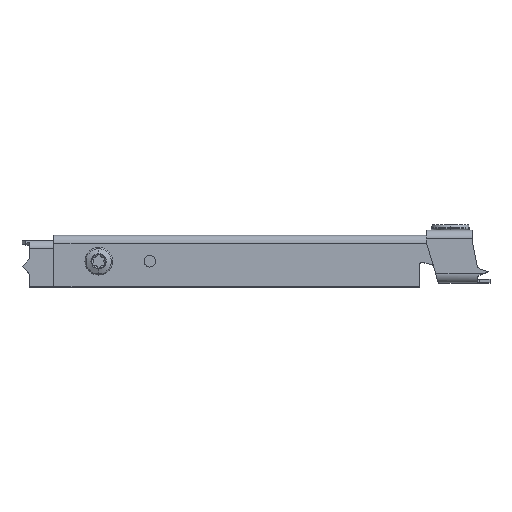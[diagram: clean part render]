
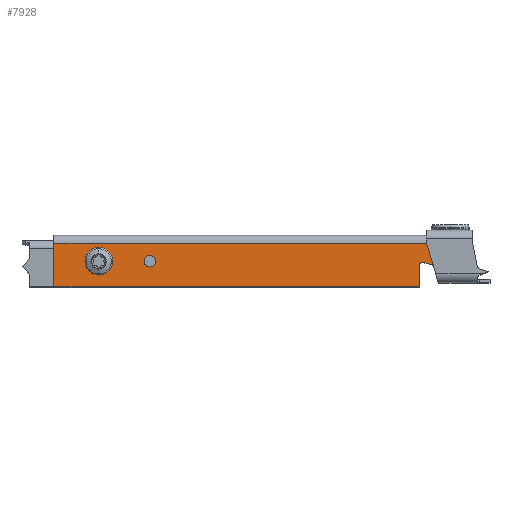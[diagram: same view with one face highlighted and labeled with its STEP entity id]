
A CAD part, top view. The second image highlights one B-rep face of the part: STEP entity #7928.
In plain terms, the highlighted planar face has unit normal (0, 0, 1).
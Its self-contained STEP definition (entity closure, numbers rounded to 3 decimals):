
#34 = VECTOR ( 'NONE', #6790, 1000. ) ;
#200 = VERTEX_POINT ( 'NONE', #3215 ) ;
#231 = EDGE_CURVE ( 'NONE', #200, #10249, #3361, .T. ) ;
#244 = DIRECTION ( 'NONE',  ( 0., 0., -1. ) ) ;
#254 = AXIS2_PLACEMENT_3D ( 'NONE', #10214, #2038, #8768 ) ;
#604 = CARTESIAN_POINT ( 'NONE',  ( 62.776, -10.521, 18.484 ) ) ;
#756 = CARTESIAN_POINT ( 'NONE',  ( 0., -3., 18.484 ) ) ;
#799 = EDGE_CURVE ( 'NONE', #14075, #6693, #4958, .T. ) ;
#930 = EDGE_CURVE ( 'NONE', #13639, #2784, #7548, .T. ) ;
#971 = DIRECTION ( 'NONE',  ( 0., 1., 0. ) ) ;
#997 = CARTESIAN_POINT ( 'NONE',  ( -44., -10.124, 18.484 ) ) ;
#1026 = ORIENTED_EDGE ( 'NONE', *, *, #12384, .F. ) ;
#1264 = LINE ( 'NONE', #9053, #12573 ) ;
#1277 = LINE ( 'NONE', #6875, #12820 ) ;
#1347 = CIRCLE ( 'NONE', #9804, 1. ) ;
#1508 = DIRECTION ( 'NONE',  ( 0., 0., 1. ) ) ;
#1936 = EDGE_CURVE ( 'NONE', #3590, #4031, #8853, .T. ) ;
#2009 = CIRCLE ( 'NONE', #10938, 2.25 ) ;
#2038 = DIRECTION ( 'NONE',  ( 0., 0., 1. ) ) ;
#2321 = DIRECTION ( 'NONE',  ( 0., 1., 0. ) ) ;
#2333 = AXIS2_PLACEMENT_3D ( 'NONE', #14883, #5598, #12399 ) ;
#2755 = ORIENTED_EDGE ( 'NONE', *, *, #1936, .F. ) ;
#2784 = VERTEX_POINT ( 'NONE', #8385 ) ;
#2818 = ORIENTED_EDGE ( 'NONE', *, *, #11033, .F. ) ;
#3178 = CIRCLE ( 'NONE', #11615, 2.25 ) ;
#3215 = CARTESIAN_POINT ( 'NONE',  ( 81.5, -5.974, 18.484 ) ) ;
#3252 = CARTESIAN_POINT ( 'NONE',  ( -44., -12.374, 18.484 ) ) ;
#3361 = LINE ( 'NONE', #11296, #10739 ) ;
#3506 = DIRECTION ( 'NONE',  ( -0.309, -0.951, 0. ) ) ;
#3538 = CARTESIAN_POINT ( 'NONE',  ( 77.9, -14.817, 18.484 ) ) ;
#3590 = VERTEX_POINT ( 'NONE', #3538 ) ;
#3594 = ORIENTED_EDGE ( 'NONE', *, *, #8453, .T. ) ;
#3607 = EDGE_LOOP ( 'NONE', ( #4418, #12916 ) ) ;
#3625 = ORIENTED_EDGE ( 'NONE', *, *, #12860, .T. ) ;
#3686 = CARTESIAN_POINT ( 'NONE',  ( 61.5, -20.124, 18.484 ) ) ;
#4031 = VERTEX_POINT ( 'NONE', #11530 ) ;
#4418 = ORIENTED_EDGE ( 'NONE', *, *, #11880, .F. ) ;
#4444 = CARTESIAN_POINT ( 'NONE',  ( 81.5, -20.124, 18.484 ) ) ;
#4475 = DIRECTION ( 'NONE',  ( 0., 0., 1. ) ) ;
#4631 = CARTESIAN_POINT ( 'NONE',  ( -64., -12.374, 18.484 ) ) ;
#4872 = DIRECTION ( 'NONE',  ( 0., 1., 0. ) ) ;
#4958 = CIRCLE ( 'NONE', #9531, 2.25 ) ;
#5067 = DIRECTION ( 'NONE',  ( -1., 0., 0. ) ) ;
#5508 = LINE ( 'NONE', #4444, #11852 ) ;
#5598 = DIRECTION ( 'NONE',  ( 0., 0., -1. ) ) ;
#5818 = FACE_BOUND ( 'NONE', #11816, .T. ) ;
#5849 = CARTESIAN_POINT ( 'NONE',  ( 77.9, -13.817, 18.484 ) ) ;
#5889 = CARTESIAN_POINT ( 'NONE',  ( -64., -10.124, 18.484 ) ) ;
#5923 = VERTEX_POINT ( 'NONE', #13403 ) ;
#6116 = DIRECTION ( 'NONE',  ( 0., -1., 0. ) ) ;
#6693 = VERTEX_POINT ( 'NONE', #13502 ) ;
#6790 = DIRECTION ( 'NONE',  ( -0.961, 0.276, 0. ) ) ;
#6799 = CARTESIAN_POINT ( 'NONE',  ( 61.5, -11.482, 18.484 ) ) ;
#6847 = CARTESIAN_POINT ( 'NONE',  ( -81.5, -20.124, 18.484 ) ) ;
#6860 = DIRECTION ( 'NONE',  ( 0., -1., 0. ) ) ;
#6875 = CARTESIAN_POINT ( 'NONE',  ( 61.5, -20.124, 18.484 ) ) ;
#7028 = DIRECTION ( 'NONE',  ( 0., 0., 1. ) ) ;
#7115 = ORIENTED_EDGE ( 'NONE', *, *, #12392, .T. ) ;
#7346 = ORIENTED_EDGE ( 'NONE', *, *, #11911, .F. ) ;
#7548 = LINE ( 'NONE', #756, #12678 ) ;
#7840 = CARTESIAN_POINT ( 'NONE',  ( 81.5, -3., 18.484 ) ) ;
#7841 = EDGE_CURVE ( 'NONE', #11908, #9048, #2009, .T. ) ;
#7928 = ADVANCED_FACE ( 'NONE', ( #5818, #10434, #13978 ), #8222, .T. ) ;
#8058 = CARTESIAN_POINT ( 'NONE',  ( 62.776, -10.521, 18.484 ) ) ;
#8148 = ORIENTED_EDGE ( 'NONE', *, *, #231, .F. ) ;
#8222 = PLANE ( 'NONE',  #12150 ) ;
#8385 = CARTESIAN_POINT ( 'NONE',  ( -81.5, -3., 18.484 ) ) ;
#8453 = EDGE_CURVE ( 'NONE', #5923, #14439, #5508, .T. ) ;
#8768 = DIRECTION ( 'NONE',  ( 0., -1., 0. ) ) ;
#8853 = CIRCLE ( 'NONE', #2333, 1. ) ;
#9048 = VERTEX_POINT ( 'NONE', #4631 ) ;
#9053 = CARTESIAN_POINT ( 'NONE',  ( 81.5, -20.124, 18.484 ) ) ;
#9198 = CIRCLE ( 'NONE', #254, 2.25 ) ;
#9294 = VERTEX_POINT ( 'NONE', #604 ) ;
#9410 = VERTEX_POINT ( 'NONE', #6799 ) ;
#9513 = CARTESIAN_POINT ( 'NONE',  ( 0., 15.676, 18.484 ) ) ;
#9531 = AXIS2_PLACEMENT_3D ( 'NONE', #997, #4475, #14207 ) ;
#9804 = AXIS2_PLACEMENT_3D ( 'NONE', #12671, #13585, #2321 ) ;
#10015 = EDGE_CURVE ( 'NONE', #9294, #9410, #1347, .T. ) ;
#10214 = CARTESIAN_POINT ( 'NONE',  ( -64., -10.124, 18.484 ) ) ;
#10249 = VERTEX_POINT ( 'NONE', #10738 ) ;
#10434 = FACE_BOUND ( 'NONE', #3607, .T. ) ;
#10620 = ORIENTED_EDGE ( 'NONE', *, *, #799, .F. ) ;
#10680 = EDGE_LOOP ( 'NONE', ( #7115, #12215, #3625, #3594, #7346, #12336, #11525, #2755, #2818, #8148 ) ) ;
#10738 = CARTESIAN_POINT ( 'NONE',  ( 78.851, -14.126, 18.484 ) ) ;
#10739 = VECTOR ( 'NONE', #3506, 1000. ) ;
#10938 = AXIS2_PLACEMENT_3D ( 'NONE', #5889, #7028, #14894 ) ;
#11033 = EDGE_CURVE ( 'NONE', #10249, #3590, #12114, .T. ) ;
#11296 = CARTESIAN_POINT ( 'NONE',  ( 78.851, -14.126, 18.484 ) ) ;
#11491 = DIRECTION ( 'NONE',  ( 0., -1., 0. ) ) ;
#11525 = ORIENTED_EDGE ( 'NONE', *, *, #12529, .F. ) ;
#11530 = CARTESIAN_POINT ( 'NONE',  ( 77.624, -14.779, 18.484 ) ) ;
#11615 = AXIS2_PLACEMENT_3D ( 'NONE', #14505, #13366, #6860 ) ;
#11728 = VECTOR ( 'NONE', #13720, 1000. ) ;
#11816 = EDGE_LOOP ( 'NONE', ( #10620, #1026 ) ) ;
#11852 = VECTOR ( 'NONE', #13581, 1000. ) ;
#11880 = EDGE_CURVE ( 'NONE', #9048, #11908, #9198, .T. ) ;
#11908 = VERTEX_POINT ( 'NONE', #13901 ) ;
#11911 = EDGE_CURVE ( 'NONE', #9410, #14439, #1277, .T. ) ;
#12114 = CIRCLE ( 'NONE', #14769, 1. ) ;
#12150 = AXIS2_PLACEMENT_3D ( 'NONE', #9513, #1508, #6116 ) ;
#12215 = ORIENTED_EDGE ( 'NONE', *, *, #930, .T. ) ;
#12336 = ORIENTED_EDGE ( 'NONE', *, *, #10015, .F. ) ;
#12384 = EDGE_CURVE ( 'NONE', #6693, #14075, #3178, .T. ) ;
#12392 = EDGE_CURVE ( 'NONE', #200, #13639, #1264, .T. ) ;
#12399 = DIRECTION ( 'NONE',  ( 0., 1., 0. ) ) ;
#12444 = LINE ( 'NONE', #6847, #11728 ) ;
#12529 = EDGE_CURVE ( 'NONE', #4031, #9294, #14942, .T. ) ;
#12573 = VECTOR ( 'NONE', #971, 1000. ) ;
#12671 = CARTESIAN_POINT ( 'NONE',  ( 62.5, -11.482, 18.484 ) ) ;
#12678 = VECTOR ( 'NONE', #5067, 1000. ) ;
#12820 = VECTOR ( 'NONE', #11491, 1000. ) ;
#12860 = EDGE_CURVE ( 'NONE', #2784, #5923, #12444, .T. ) ;
#12916 = ORIENTED_EDGE ( 'NONE', *, *, #7841, .F. ) ;
#13366 = DIRECTION ( 'NONE',  ( 0., 0., 1. ) ) ;
#13403 = CARTESIAN_POINT ( 'NONE',  ( -81.5, -20.124, 18.484 ) ) ;
#13502 = CARTESIAN_POINT ( 'NONE',  ( -44., -7.874, 18.484 ) ) ;
#13581 = DIRECTION ( 'NONE',  ( 1., 0., 0. ) ) ;
#13585 = DIRECTION ( 'NONE',  ( 0., 0., 1. ) ) ;
#13639 = VERTEX_POINT ( 'NONE', #7840 ) ;
#13720 = DIRECTION ( 'NONE',  ( 0., -1., 0. ) ) ;
#13901 = CARTESIAN_POINT ( 'NONE',  ( -64., -7.874, 18.484 ) ) ;
#13978 = FACE_OUTER_BOUND ( 'NONE', #10680, .T. ) ;
#14075 = VERTEX_POINT ( 'NONE', #3252 ) ;
#14207 = DIRECTION ( 'NONE',  ( 0., -1., 0. ) ) ;
#14439 = VERTEX_POINT ( 'NONE', #3686 ) ;
#14505 = CARTESIAN_POINT ( 'NONE',  ( -44., -10.124, 18.484 ) ) ;
#14769 = AXIS2_PLACEMENT_3D ( 'NONE', #5849, #244, #4872 ) ;
#14883 = CARTESIAN_POINT ( 'NONE',  ( 77.9, -13.817, 18.484 ) ) ;
#14894 = DIRECTION ( 'NONE',  ( 0., -1., 0. ) ) ;
#14942 = LINE ( 'NONE', #8058, #34 ) ;
